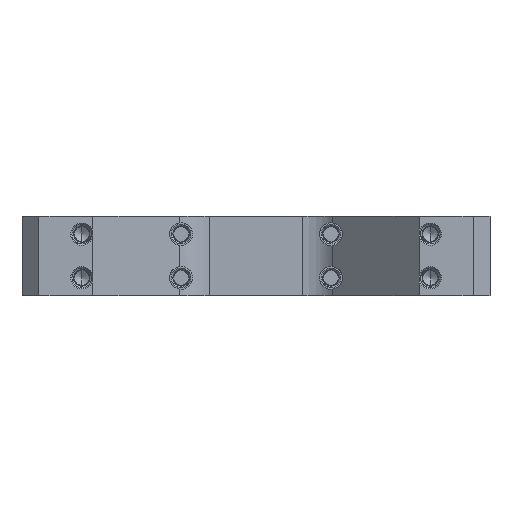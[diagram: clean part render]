
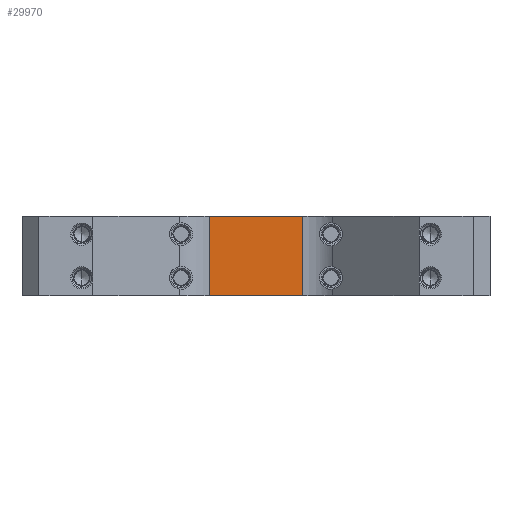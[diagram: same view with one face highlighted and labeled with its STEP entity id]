
A CAD part, left-side view. The second image highlights one B-rep face of the part: STEP entity #29970.
In plain terms, the highlighted planar face has unit normal (-1, 0, 0).
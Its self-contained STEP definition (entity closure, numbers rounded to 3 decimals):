
#81=DIRECTION('',(0.,0.,1.));
#82=VECTOR('',#81,12.);
#83=CARTESIAN_POINT('',(-20.32,7.022,-6.));
#84=LINE('',#83,#82);
#1094=DIRECTION('',(0.,0.,-1.));
#1095=VECTOR('',#1094,12.);
#1096=CARTESIAN_POINT('',(-20.32,-7.022,6.));
#1097=LINE('',#1096,#1095);
#1175=DIRECTION('',(0.,1.,0.));
#1176=VECTOR('',#1175,14.043);
#1177=CARTESIAN_POINT('',(-20.32,-7.022,-6.));
#1178=LINE('',#1177,#1176);
#1179=DIRECTION('',(0.,1.,0.));
#1180=VECTOR('',#1179,14.043);
#1181=CARTESIAN_POINT('',(-20.32,-7.022,6.));
#1182=LINE('',#1181,#1180);
#26588=CARTESIAN_POINT('',(-20.32,7.022,-6.));
#26589=VERTEX_POINT('',#26588);
#26590=CARTESIAN_POINT('',(-20.32,7.022,6.));
#26591=VERTEX_POINT('',#26590);
#26612=CARTESIAN_POINT('',(-20.32,-7.022,-6.));
#26613=VERTEX_POINT('',#26612);
#26614=CARTESIAN_POINT('',(-20.32,-7.022,6.));
#26615=VERTEX_POINT('',#26614);
#29959=CARTESIAN_POINT('',(-20.32,-77.815,6.35));
#29960=DIRECTION('',(1.,0.,0.));
#29961=DIRECTION('',(0.,1.,0.));
#29962=AXIS2_PLACEMENT_3D('',#29959,#29960,#29961);
#29963=PLANE('',#29962);
#29964=ORIENTED_EDGE('',*,*,#28505,.T.);
#29965=ORIENTED_EDGE('',*,*,#28452,.T.);
#29966=ORIENTED_EDGE('',*,*,#29724,.F.);
#29967=ORIENTED_EDGE('',*,*,#29938,.T.);
#29968=EDGE_LOOP('',(#29964,#29965,#29966,#29967));
#29969=FACE_OUTER_BOUND('',#29968,.F.);
#29970=ADVANCED_FACE('',(#29969),#29963,.F.);
#28452=EDGE_CURVE('',#26589,#26591,#84,.T.);
#28505=EDGE_CURVE('',#26613,#26589,#1178,.T.);
#29724=EDGE_CURVE('',#26615,#26591,#1182,.T.);
#29938=EDGE_CURVE('',#26615,#26613,#1097,.T.);
